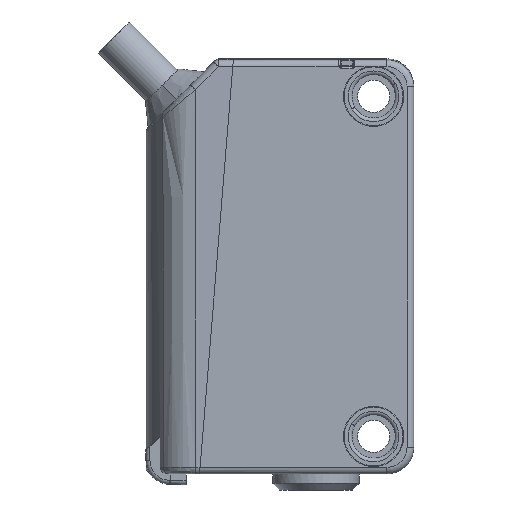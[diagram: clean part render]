
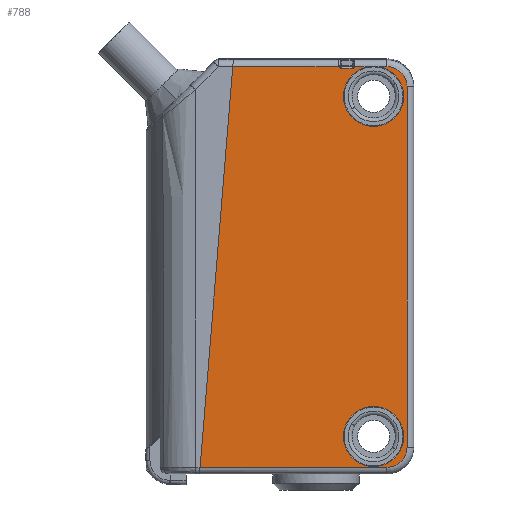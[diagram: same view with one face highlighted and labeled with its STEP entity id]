
A CAD part, left-side view. The second image highlights one B-rep face of the part: STEP entity #788.
In plain terms, the highlighted planar face has unit normal (-1, 0, 0).
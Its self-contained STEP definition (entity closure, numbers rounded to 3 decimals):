
#177=B_SPLINE_CURVE_WITH_KNOTS('',3,(#6480,#6481,#6482,#6483,#6484,#6485,
#6486,#6487,#6488,#6489,#6490,#6491,#6492,#6493,#6494,#6495,#6496,#6497),
 .UNSPECIFIED.,.F.,.F.,(4,1,1,1,1,1,1,1,1,1,1,1,1,1,1,4),(0.,0.067,
0.133,0.2,0.267,0.333,0.4,0.467,
0.533,0.6,0.667,0.733,0.8,0.867,
0.933,1.),.UNSPECIFIED.);
#579=CIRCLE('',#4432,1.5);
#580=CIRCLE('',#4433,2.25);
#581=CIRCLE('',#4434,2.25);
#582=CIRCLE('',#4435,2.25);
#583=CIRCLE('',#4436,0.2);
#584=CIRCLE('',#4437,0.2);
#585=CIRCLE('',#4438,2.25);
#586=CIRCLE('',#4439,2.25);
#788=ADVANCED_FACE('',(#1137,#1138),#1033,.T.);
#1033=PLANE('',#4440);
#1137=FACE_BOUND('',#1203,.T.);
#1138=FACE_BOUND('',#1204,.T.);
#1203=EDGE_LOOP('',(#1610,#1611,#1612,#1613,#1614,#1615,#1616,#1617,#1618,
#1619,#1620,#1621,#1622,#1623));
#1204=EDGE_LOOP('',(#1624,#1625));
#1610=ORIENTED_EDGE('',*,*,#3185,.F.);
#1611=ORIENTED_EDGE('',*,*,#3186,.T.);
#1612=ORIENTED_EDGE('',*,*,#3187,.F.);
#1613=ORIENTED_EDGE('',*,*,#3188,.F.);
#1614=ORIENTED_EDGE('',*,*,#3189,.F.);
#1615=ORIENTED_EDGE('',*,*,#3190,.T.);
#1616=ORIENTED_EDGE('',*,*,#3191,.F.);
#1617=ORIENTED_EDGE('',*,*,#3192,.F.);
#1618=ORIENTED_EDGE('',*,*,#3193,.F.);
#1619=ORIENTED_EDGE('',*,*,#3194,.F.);
#1620=ORIENTED_EDGE('',*,*,#3195,.F.);
#1621=ORIENTED_EDGE('',*,*,#3196,.F.);
#1622=ORIENTED_EDGE('',*,*,#3197,.F.);
#1623=ORIENTED_EDGE('',*,*,#3176,.T.);
#1624=ORIENTED_EDGE('',*,*,#3198,.F.);
#1625=ORIENTED_EDGE('',*,*,#3199,.F.);
#2773=VERTEX_POINT('',#6444);
#2774=VERTEX_POINT('',#6445);
#2779=VERTEX_POINT('',#6471);
#2780=VERTEX_POINT('',#6475);
#2781=VERTEX_POINT('',#6477);
#2782=VERTEX_POINT('',#6479);
#2783=VERTEX_POINT('',#6498);
#2784=VERTEX_POINT('',#6500);
#2785=VERTEX_POINT('',#6502);
#2786=VERTEX_POINT('',#6504);
#2787=VERTEX_POINT('',#6506);
#2788=VERTEX_POINT('',#6508);
#2789=VERTEX_POINT('',#6510);
#2790=VERTEX_POINT('',#6512);
#2791=VERTEX_POINT('',#6515);
#2792=VERTEX_POINT('',#6516);
#3176=EDGE_CURVE('',#2773,#2774,#3758,.T.);
#3185=EDGE_CURVE('',#2779,#2774,#3762,.T.);
#3186=EDGE_CURVE('',#2779,#2780,#3763,.T.);
#3187=EDGE_CURVE('',#2781,#2780,#579,.T.);
#3188=EDGE_CURVE('',#2782,#2781,#3764,.T.);
#3189=EDGE_CURVE('',#2783,#2782,#177,.T.);
#3190=EDGE_CURVE('',#2783,#2784,#3765,.T.);
#3191=EDGE_CURVE('',#2785,#2784,#580,.T.);
#3192=EDGE_CURVE('',#2786,#2785,#581,.T.);
#3193=EDGE_CURVE('',#2787,#2786,#582,.T.);
#3194=EDGE_CURVE('',#2788,#2787,#3766,.T.);
#3195=EDGE_CURVE('',#2789,#2788,#583,.T.);
#3196=EDGE_CURVE('',#2790,#2789,#3767,.T.);
#3197=EDGE_CURVE('',#2773,#2790,#584,.T.);
#3198=EDGE_CURVE('',#2791,#2792,#585,.T.);
#3199=EDGE_CURVE('',#2792,#2791,#586,.T.);
#3758=LINE('',#6443,#4099);
#3762=LINE('',#6472,#4103);
#3763=LINE('',#6474,#4104);
#3764=LINE('',#6478,#4105);
#3765=LINE('',#6499,#4106);
#3766=LINE('',#6507,#4107);
#3767=LINE('',#6511,#4108);
#4099=VECTOR('',#4998,1.);
#4103=VECTOR('',#5010,1.);
#4104=VECTOR('',#5013,1.);
#4105=VECTOR('',#5016,1.);
#4106=VECTOR('',#5017,1.);
#4107=VECTOR('',#5024,1.);
#4108=VECTOR('',#5027,1.);
#4432=AXIS2_PLACEMENT_3D('',#6476,#5014,#5015);
#4433=AXIS2_PLACEMENT_3D('',#6501,#5018,#5019);
#4434=AXIS2_PLACEMENT_3D('',#6503,#5020,#5021);
#4435=AXIS2_PLACEMENT_3D('',#6505,#5022,#5023);
#4436=AXIS2_PLACEMENT_3D('',#6509,#5025,#5026);
#4437=AXIS2_PLACEMENT_3D('',#6513,#5028,#5029);
#4438=AXIS2_PLACEMENT_3D('',#6514,#5030,#5031);
#4439=AXIS2_PLACEMENT_3D('',#6517,#5032,#5033);
#4440=AXIS2_PLACEMENT_3D('',#6518,#5034,#5035);
#4998=DIRECTION('',(0.,1.,0.));
#5010=DIRECTION('',(0.,-0.081,0.997));
#5013=DIRECTION('',(0.,-1.,0.));
#5014=DIRECTION('',(1.,0.,0.));
#5015=DIRECTION('',(0.,-1.,0.));
#5016=DIRECTION('',(0.,0.,-1.));
#5017=DIRECTION('',(0.,1.,0.));
#5018=DIRECTION('',(-1.,0.,0.));
#5019=DIRECTION('',(0.,-1.,0.));
#5020=DIRECTION('',(-1.,0.,0.));
#5021=DIRECTION('',(0.,1.,0.));
#5022=DIRECTION('',(-1.,0.,0.));
#5023=DIRECTION('',(0.,0.181,0.983));
#5024=DIRECTION('',(0.,-1.,0.));
#5025=DIRECTION('',(-1.,0.,0.));
#5026=DIRECTION('',(0.,0.,-1.));
#5027=DIRECTION('',(0.,-1.,0.));
#5028=DIRECTION('',(-1.,0.,0.));
#5029=DIRECTION('',(0.,0.9,-0.437));
#5030=DIRECTION('',(-1.,0.,0.));
#5031=DIRECTION('',(0.,-1.,0.));
#5032=DIRECTION('',(-1.,0.,0.));
#5033=DIRECTION('',(0.,1.,0.));
#5034=DIRECTION('',(-1.,0.,0.));
#5035=DIRECTION('',(0.,0.,1.));
#6443=CARTESIAN_POINT('',(-5.5,2.46,9.613));
#6444=CARTESIAN_POINT('',(-5.5,2.46,9.613));
#6445=CARTESIAN_POINT('',(-5.5,10.397,9.613));
#6471=CARTESIAN_POINT('',(-5.5,12.839,-20.3));
#6472=CARTESIAN_POINT('',(-5.5,12.839,-20.3));
#6474=CARTESIAN_POINT('',(-5.5,12.839,-20.3));
#6475=CARTESIAN_POINT('',(-5.5,-1.12,-20.3));
#6476=CARTESIAN_POINT('',(-5.5,-1.12,-18.8));
#6477=CARTESIAN_POINT('',(-5.5,-2.62,-18.8));
#6478=CARTESIAN_POINT('',(-5.5,-2.62,8.112));
#6479=CARTESIAN_POINT('',(-5.5,-2.62,8.112));
#6480=CARTESIAN_POINT('',(-5.5,-1.12,9.613));
#6481=CARTESIAN_POINT('',(-5.5,-1.172,9.613));
#6482=CARTESIAN_POINT('',(-5.5,-1.275,9.607));
#6483=CARTESIAN_POINT('',(-5.5,-1.431,9.583));
#6484=CARTESIAN_POINT('',(-5.5,-1.583,9.542));
#6485=CARTESIAN_POINT('',(-5.5,-1.73,9.486));
#6486=CARTESIAN_POINT('',(-5.5,-1.871,9.415));
#6487=CARTESIAN_POINT('',(-5.5,-2.003,9.329));
#6488=CARTESIAN_POINT('',(-5.5,-2.125,9.23));
#6489=CARTESIAN_POINT('',(-5.5,-2.237,9.118));
#6490=CARTESIAN_POINT('',(-5.5,-2.336,8.995));
#6491=CARTESIAN_POINT('',(-5.5,-2.422,8.863));
#6492=CARTESIAN_POINT('',(-5.5,-2.493,8.723));
#6493=CARTESIAN_POINT('',(-5.5,-2.55,8.575));
#6494=CARTESIAN_POINT('',(-5.5,-2.59,8.423));
#6495=CARTESIAN_POINT('',(-5.5,-2.615,8.268));
#6496=CARTESIAN_POINT('',(-5.5,-2.62,8.164));
#6497=CARTESIAN_POINT('',(-5.5,-2.62,8.112));
#6498=CARTESIAN_POINT('',(-5.5,-1.12,9.613));
#6499=CARTESIAN_POINT('',(-5.5,-1.12,9.613));
#6500=CARTESIAN_POINT('',(-5.5,-0.528,9.613));
#6501=CARTESIAN_POINT('',(-5.5,-0.12,7.4));
#6502=CARTESIAN_POINT('',(-5.5,-2.37,7.4));
#6503=CARTESIAN_POINT('',(-5.5,-0.12,7.4));
#6504=CARTESIAN_POINT('',(-5.5,2.13,7.4));
#6505=CARTESIAN_POINT('',(-5.5,-0.12,7.4));
#6506=CARTESIAN_POINT('',(-5.5,0.288,9.613));
#6507=CARTESIAN_POINT('',(-5.5,1.3,9.613));
#6508=CARTESIAN_POINT('',(-5.5,1.3,9.613));
#6509=CARTESIAN_POINT('',(-5.5,1.48,9.7));
#6510=CARTESIAN_POINT('',(-5.5,1.48,9.5));
#6511=CARTESIAN_POINT('',(-5.5,2.28,9.5));
#6512=CARTESIAN_POINT('',(-5.5,2.28,9.5));
#6513=CARTESIAN_POINT('',(-5.5,2.28,9.7));
#6514=CARTESIAN_POINT('',(-5.5,-0.12,-18.));
#6515=CARTESIAN_POINT('',(-5.5,-2.37,-18.));
#6516=CARTESIAN_POINT('',(-5.5,2.13,-18.));
#6517=CARTESIAN_POINT('',(-5.5,-0.12,-18.));
#6518=CARTESIAN_POINT('',(-5.5,-3.12,-20.8));
